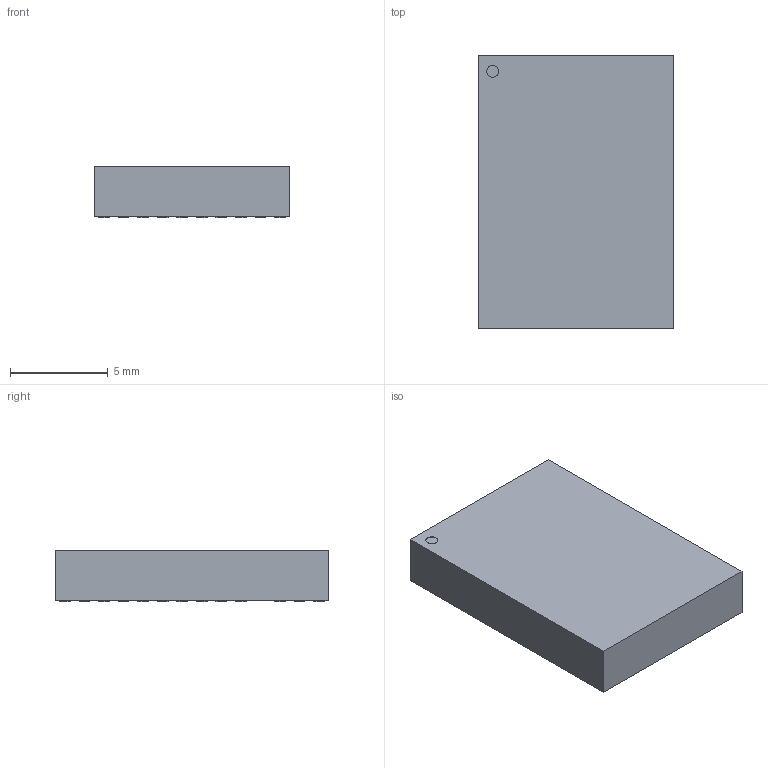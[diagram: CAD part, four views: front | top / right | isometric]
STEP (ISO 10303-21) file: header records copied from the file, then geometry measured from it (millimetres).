
FILE_DESCRIPTION (( 'STEP AP214' ), '1' );
FILE_NAME ('PI3302-00-LGIZ.STEP', '2013-11-13T15:30:18', ( 'Vicor User' ), ( 'Microsoft' ), 'SwSTEP 2.0', 'SolidWorks 2012', '' );
FILE_SCHEMA (( 'AUTOMOTIVE_DESIGN' ));
Length unit declared in the file: millimetre
Products named in the file (1): PI3302-00-LGIZ
Bounding box: 10 x 14 x 2.62 mm (x, y, z)
Volume: 361.7 mm3; surface area: 416.9 mm2
Topology: 1 solids, 1 shells, 624 faces, 1494 edges, 996 vertices
Faces by surface type: plane 622, cylinder 2
Entity records: 17802 total; most frequent: CARTESIAN_POINT 3115, ORIENTED_EDGE 2988, DIRECTION 2748, EDGE_CURVE 1494, LINE 1490, VECTOR 1490, VERTEX_POINT 996, EDGE_LOOP 748
